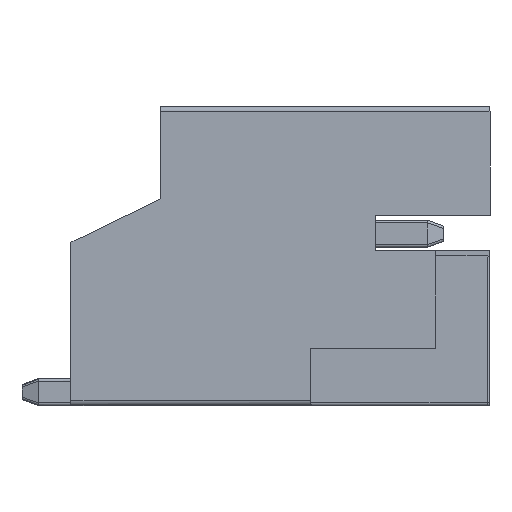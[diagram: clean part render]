
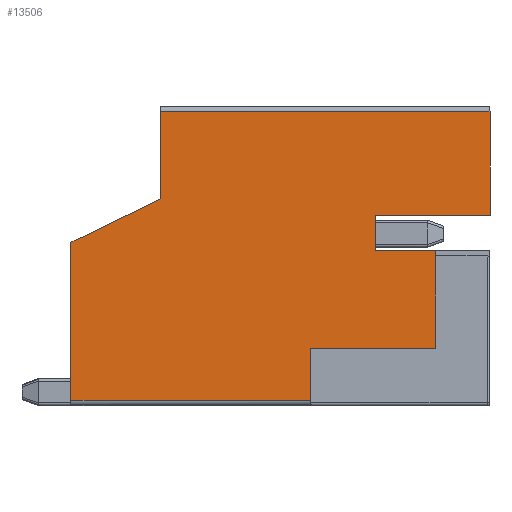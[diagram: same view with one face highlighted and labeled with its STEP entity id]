
A CAD part, left-side view. The second image highlights one B-rep face of the part: STEP entity #13506.
In plain terms, the highlighted planar face has unit normal (-1, 0, 0).
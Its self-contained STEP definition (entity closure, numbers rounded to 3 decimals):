
#25 = CARTESIAN_POINT ( 'NONE',  ( -9., 4.4, 5.45 ) ) ;
#53 = VERTEX_POINT ( 'NONE', #4193 ) ;
#416 = ORIENTED_EDGE ( 'NONE', *, *, #6646, .F. ) ;
#674 = CARTESIAN_POINT ( 'NONE',  ( -9., 0.45, 2.9 ) ) ;
#680 = EDGE_CURVE ( 'NONE', #11395, #16667, #10443, .T. ) ;
#841 = FACE_OUTER_BOUND ( 'NONE', #5598, .T. ) ;
#1497 = CARTESIAN_POINT ( 'NONE',  ( -9., 4.4, 3.85 ) ) ;
#1677 = CARTESIAN_POINT ( 'NONE',  ( -9., 0.45, 3.55 ) ) ;
#1794 = CARTESIAN_POINT ( 'NONE',  ( -9., -1.65, 5.45 ) ) ;
#1980 = CARTESIAN_POINT ( 'NONE',  ( -9., -1.65, 3.55 ) ) ;
#2072 = ORIENTED_EDGE ( 'NONE', *, *, #16622, .T. ) ;
#2314 = B_SPLINE_CURVE_WITH_KNOTS ( 'NONE', 1,
 ( #1980, #1794 ),
 .UNSPECIFIED., .F., .F.,
 ( 2, 2 ),
 ( 0., 1.9 ),
 .UNSPECIFIED. ) ;
#2334 = CARTESIAN_POINT ( 'NONE',  ( -9., 6.05, 3.05 ) ) ;
#2426 = CARTESIAN_POINT ( 'NONE',  ( -9., 4.4, 3.85 ) ) ;
#2524 = CARTESIAN_POINT ( 'NONE',  ( -9., 1.65, 0.15 ) ) ;
#3056 = B_SPLINE_CURVE_WITH_KNOTS ( 'NONE', 1,
 ( #15258, #3231 ),
 .UNSPECIFIED., .F., .F.,
 ( 2, 2 ),
 ( 0., 0.65 ),
 .UNSPECIFIED. ) ;
#3174 = VERTEX_POINT ( 'NONE', #8409 ) ;
#3231 = CARTESIAN_POINT ( 'NONE',  ( -9., 0.45, 2.9 ) ) ;
#3247 = EDGE_CURVE ( 'NONE', #15222, #6074, #14121, .T. ) ;
#3248 = CARTESIAN_POINT ( 'NONE',  ( -9., 6.05, 0.15 ) ) ;
#3569 = ORIENTED_EDGE ( 'NONE', *, *, #7091, .F. ) ;
#4174 = CARTESIAN_POINT ( 'NONE',  ( -9., 4.4, 5.45 ) ) ;
#4193 = CARTESIAN_POINT ( 'NONE',  ( -9., 6.05, 0.15 ) ) ;
#4782 = VERTEX_POINT ( 'NONE', #10802 ) ;
#4966 = CARTESIAN_POINT ( 'NONE',  ( -9., 1.65, 1.1 ) ) ;
#5382 = CARTESIAN_POINT ( 'NONE',  ( -9., 1.65, 0.15 ) ) ;
#5560 = ORIENTED_EDGE ( 'NONE', *, *, #7337, .F. ) ;
#5598 = EDGE_LOOP ( 'NONE', ( #9945, #9413, #416, #7968, #12663, #5560, #3569, #6431, #6896, #2072, #10040, #6457 ) ) ;
#5940 = CARTESIAN_POINT ( 'NONE',  ( -9., 4.4, 5.45 ) ) ;
#5958 = B_SPLINE_CURVE_WITH_KNOTS ( 'NONE', 1,
 ( #4174, #1497 ),
 .UNSPECIFIED., .F., .F.,
 ( 2, 2 ),
 ( 0., 1.6 ),
 .UNSPECIFIED. ) ;
#6074 = VERTEX_POINT ( 'NONE', #8094 ) ;
#6335 = CARTESIAN_POINT ( 'NONE',  ( -9., -0.65, 2.9 ) ) ;
#6431 = ORIENTED_EDGE ( 'NONE', *, *, #19016, .T. ) ;
#6457 = ORIENTED_EDGE ( 'NONE', *, *, #9317, .F. ) ;
#6646 = EDGE_CURVE ( 'NONE', #16667, #8804, #14609, .T. ) ;
#6847 = CARTESIAN_POINT ( 'NONE',  ( -9., 6.05, 3.05 ) ) ;
#6896 = ORIENTED_EDGE ( 'NONE', *, *, #3247, .F. ) ;
#7091 = EDGE_CURVE ( 'NONE', #4782, #19169, #13439, .T. ) ;
#7337 = EDGE_CURVE ( 'NONE', #19169, #13810, #3056, .T. ) ;
#7968 = ORIENTED_EDGE ( 'NONE', *, *, #680, .F. ) ;
#8094 = CARTESIAN_POINT ( 'NONE',  ( -9., -1.65, 5.45 ) ) ;
#8311 = CARTESIAN_POINT ( 'NONE',  ( -9., 1.65, 1.1 ) ) ;
#8409 = CARTESIAN_POINT ( 'NONE',  ( -9., 4.4, 3.85 ) ) ;
#8804 = VERTEX_POINT ( 'NONE', #9573 ) ;
#9317 = EDGE_CURVE ( 'NONE', #53, #14746, #12302, .T. ) ;
#9413 = ORIENTED_EDGE ( 'NONE', *, *, #17910, .F. ) ;
#9573 = CARTESIAN_POINT ( 'NONE',  ( -9., 1.65, 1.1 ) ) ;
#9830 = CARTESIAN_POINT ( 'NONE',  ( -9., -1.65, 3.55 ) ) ;
#9919 = CARTESIAN_POINT ( 'NONE',  ( -9., 6.05, 0.15 ) ) ;
#9945 = ORIENTED_EDGE ( 'NONE', *, *, #16969, .F. ) ;
#9954 = CARTESIAN_POINT ( 'NONE',  ( -9., -2.42, 5.98 ) ) ;
#10040 = ORIENTED_EDGE ( 'NONE', *, *, #15807, .T. ) ;
#10443 = B_SPLINE_CURVE_WITH_KNOTS ( 'NONE', 1,
 ( #13639, #17738 ),
 .UNSPECIFIED., .F., .F.,
 ( 2, 2 ),
 ( 0., 1.8 ),
 .UNSPECIFIED. ) ;
#10678 = CARTESIAN_POINT ( 'NONE',  ( -9., -1.65, 5.45 ) ) ;
#10727 = CARTESIAN_POINT ( 'NONE',  ( -9., 6.05, 3.05 ) ) ;
#10763 = CARTESIAN_POINT ( 'NONE',  ( -9., -0.65, 2.9 ) ) ;
#10802 = CARTESIAN_POINT ( 'NONE',  ( -9., -1.65, 3.55 ) ) ;
#10943 = B_SPLINE_CURVE_WITH_KNOTS ( 'NONE', 1,
 ( #2426, #2334 ),
 .UNSPECIFIED., .F., .F.,
 ( 2, 2 ),
 ( 0., 1.834 ),
 .UNSPECIFIED. ) ;
#11395 = VERTEX_POINT ( 'NONE', #10763 ) ;
#11402 = B_SPLINE_CURVE_WITH_KNOTS ( 'NONE', 1,
 ( #5382, #9919 ),
 .UNSPECIFIED., .F., .F.,
 ( 2, 2 ),
 ( 0., 4.4 ),
 .UNSPECIFIED. ) ;
#11808 = B_SPLINE_CURVE_WITH_KNOTS ( 'NONE', 1,
 ( #8311, #2524 ),
 .UNSPECIFIED., .F., .F.,
 ( 2, 2 ),
 ( 0., 0.95 ),
 .UNSPECIFIED. ) ;
#12302 = B_SPLINE_CURVE_WITH_KNOTS ( 'NONE', 1,
 ( #3248, #10727 ),
 .UNSPECIFIED., .F., .F.,
 ( 2, 2 ),
 ( 0., 2.9 ),
 .UNSPECIFIED. ) ;
#12630 = PLANE ( 'NONE',  #14775 ) ;
#12663 = ORIENTED_EDGE ( 'NONE', *, *, #17835, .F. ) ;
#12683 = CARTESIAN_POINT ( 'NONE',  ( -9., 1.65, 0.15 ) ) ;
#13439 = B_SPLINE_CURVE_WITH_KNOTS ( 'NONE', 1,
 ( #9830, #15840 ),
 .UNSPECIFIED., .F., .F.,
 ( 2, 2 ),
 ( 0., 2.1 ),
 .UNSPECIFIED. ) ;
#13506 = ADVANCED_FACE ( 'NONE', ( #841 ), #12630, .T. ) ;
#13639 = CARTESIAN_POINT ( 'NONE',  ( -9., -0.65, 2.9 ) ) ;
#13810 = VERTEX_POINT ( 'NONE', #17615 ) ;
#14087 = VERTEX_POINT ( 'NONE', #12683 ) ;
#14121 = B_SPLINE_CURVE_WITH_KNOTS ( 'NONE', 1,
 ( #5940, #10678 ),
 .UNSPECIFIED., .F., .F.,
 ( 2, 2 ),
 ( 0., 6.05 ),
 .UNSPECIFIED. ) ;
#14406 = B_SPLINE_CURVE_WITH_KNOTS ( 'NONE', 1,
 ( #674, #6335 ),
 .UNSPECIFIED., .F., .F.,
 ( 2, 2 ),
 ( 0., 1.1 ),
 .UNSPECIFIED. ) ;
#14427 = DIRECTION ( 'NONE',  ( 0., 0., 1. ) ) ;
#14609 = B_SPLINE_CURVE_WITH_KNOTS ( 'NONE', 1,
 ( #15420, #4966 ),
 .UNSPECIFIED., .F., .F.,
 ( 2, 2 ),
 ( 0., 2.3 ),
 .UNSPECIFIED. ) ;
#14746 = VERTEX_POINT ( 'NONE', #6847 ) ;
#14775 = AXIS2_PLACEMENT_3D ( 'NONE', #9954, #17436, #14427 ) ;
#15222 = VERTEX_POINT ( 'NONE', #25 ) ;
#15258 = CARTESIAN_POINT ( 'NONE',  ( -9., 0.45, 3.55 ) ) ;
#15420 = CARTESIAN_POINT ( 'NONE',  ( -9., -0.65, 1.1 ) ) ;
#15807 = EDGE_CURVE ( 'NONE', #3174, #14746, #10943, .T. ) ;
#15840 = CARTESIAN_POINT ( 'NONE',  ( -9., 0.45, 3.55 ) ) ;
#16622 = EDGE_CURVE ( 'NONE', #15222, #3174, #5958, .T. ) ;
#16667 = VERTEX_POINT ( 'NONE', #19530 ) ;
#16969 = EDGE_CURVE ( 'NONE', #14087, #53, #11402, .T. ) ;
#17436 = DIRECTION ( 'NONE',  ( -1., 0., 0. ) ) ;
#17615 = CARTESIAN_POINT ( 'NONE',  ( -9., 0.45, 2.9 ) ) ;
#17738 = CARTESIAN_POINT ( 'NONE',  ( -9., -0.65, 1.1 ) ) ;
#17835 = EDGE_CURVE ( 'NONE', #13810, #11395, #14406, .T. ) ;
#17910 = EDGE_CURVE ( 'NONE', #8804, #14087, #11808, .T. ) ;
#19016 = EDGE_CURVE ( 'NONE', #4782, #6074, #2314, .T. ) ;
#19169 = VERTEX_POINT ( 'NONE', #1677 ) ;
#19530 = CARTESIAN_POINT ( 'NONE',  ( -9., -0.65, 1.1 ) ) ;
